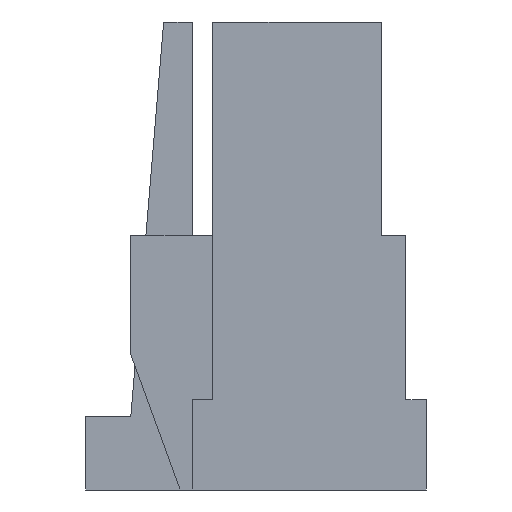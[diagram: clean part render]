
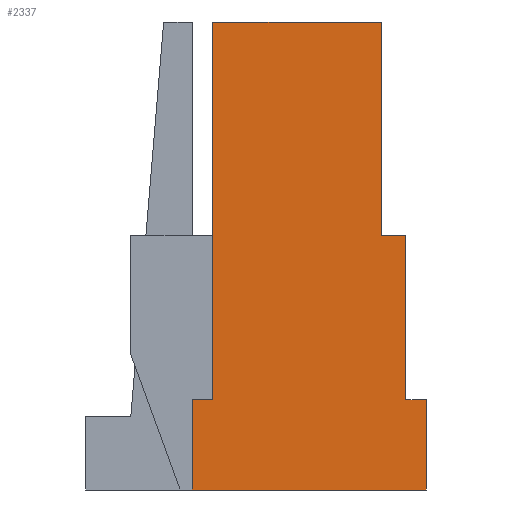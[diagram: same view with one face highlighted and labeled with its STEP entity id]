
A CAD part, left-side view. The second image highlights one B-rep face of the part: STEP entity #2337.
In plain terms, the highlighted planar face has unit normal (-1, 0, 0).
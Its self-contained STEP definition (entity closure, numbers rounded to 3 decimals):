
#166 = CARTESIAN_POINT ( 'NONE',  ( -5.625, 2.3, -5.7 ) ) ;
#167 = DIRECTION ( 'NONE',  ( 0., 1., 0. ) ) ;
#168 = VECTOR ( 'NONE', #167, 1000. ) ;
#169 = CARTESIAN_POINT ( 'NONE',  ( -5.625, -0.55, -5.7 ) ) ;
#170 = LINE ( 'NONE', #169, #168 ) ;
#175 = CARTESIAN_POINT ( 'NONE',  ( -5.625, 0., -2.6 ) ) ;
#176 = DIRECTION ( 'NONE',  ( 0., 0., -1. ) ) ;
#177 = VECTOR ( 'NONE', #176, 1000. ) ;
#178 = CARTESIAN_POINT ( 'NONE',  ( -5.625, 0., 0. ) ) ;
#179 = LINE ( 'NONE', #178, #177 ) ;
#287 = CARTESIAN_POINT ( 'NONE',  ( -5.625, 0., 0. ) ) ;
#330 = DIRECTION ( 'NONE',  ( 0., -1., 0. ) ) ;
#331 = VECTOR ( 'NONE', #330, 1000. ) ;
#332 = CARTESIAN_POINT ( 'NONE',  ( -5.625, 2.05, 0. ) ) ;
#333 = LINE ( 'NONE', #332, #331 ) ;
#334 = CARTESIAN_POINT ( 'NONE',  ( -5.625, 2.05, 0. ) ) ;
#335 = DIRECTION ( 'NONE',  ( 0., 0., 1. ) ) ;
#336 = VECTOR ( 'NONE', #335, 1000. ) ;
#337 = CARTESIAN_POINT ( 'NONE',  ( -5.625, 2.05, -4.6 ) ) ;
#338 = LINE ( 'NONE', #337, #336 ) ;
#339 = CARTESIAN_POINT ( 'NONE',  ( -5.625, 2.05, -4.6 ) ) ;
#653 = FACE_OUTER_BOUND ( 'NONE', #2338, .T. ) ;
#690 = DIRECTION ( 'NONE',  ( 0., 0., -1. ) ) ;
#691 = DIRECTION ( 'NONE',  ( -1., 0., 0. ) ) ;
#692 = CARTESIAN_POINT ( 'NONE',  ( -5.625, 0., 0. ) ) ;
#693 = AXIS2_PLACEMENT_3D ( 'NONE', #692, #691, #690 ) ;
#695 = PLANE ( 'NONE',  #693 ) ;
#829 = CARTESIAN_POINT ( 'NONE',  ( -5.625, -0.3, -2.6 ) ) ;
#830 = DIRECTION ( 'NONE',  ( 0., -1., 0. ) ) ;
#831 = VECTOR ( 'NONE', #830, 1000. ) ;
#832 = CARTESIAN_POINT ( 'NONE',  ( -5.625, 0., -2.6 ) ) ;
#833 = LINE ( 'NONE', #832, #831 ) ;
#858 = CARTESIAN_POINT ( 'NONE',  ( -5.625, -0.3, -4.6 ) ) ;
#859 = DIRECTION ( 'NONE',  ( 0., 0., -1. ) ) ;
#860 = VECTOR ( 'NONE', #859, 1000. ) ;
#861 = CARTESIAN_POINT ( 'NONE',  ( -5.625, -0.3, -2.6 ) ) ;
#862 = LINE ( 'NONE', #861, #860 ) ;
#876 = CARTESIAN_POINT ( 'NONE',  ( -5.625, -0.55, -4.6 ) ) ;
#877 = DIRECTION ( 'NONE',  ( 0., -1., 0. ) ) ;
#878 = VECTOR ( 'NONE', #877, 1000. ) ;
#879 = CARTESIAN_POINT ( 'NONE',  ( -5.625, -0.3, -4.6 ) ) ;
#880 = LINE ( 'NONE', #879, #878 ) ;
#957 = CARTESIAN_POINT ( 'NONE',  ( -5.625, -0.55, -5.7 ) ) ;
#958 = DIRECTION ( 'NONE',  ( 0., 0., -1. ) ) ;
#959 = VECTOR ( 'NONE', #958, 1000. ) ;
#960 = CARTESIAN_POINT ( 'NONE',  ( -5.625, -0.55, -4.6 ) ) ;
#961 = LINE ( 'NONE', #960, #959 ) ;
#1678 = DIRECTION ( 'NONE',  ( 0., 0., 1. ) ) ;
#1679 = VECTOR ( 'NONE', #1678, 1000. ) ;
#1680 = CARTESIAN_POINT ( 'NONE',  ( -5.625, 2.3, -5.7 ) ) ;
#1681 = LINE ( 'NONE', #1680, #1679 ) ;
#2030 = EDGE_CURVE ( 'NONE', #2140, #2031, #833, .T. ) ;
#2031 = VERTEX_POINT ( 'NONE', #829 ) ;
#2041 = EDGE_CURVE ( 'NONE', #2031, #2042, #862, .T. ) ;
#2042 = VERTEX_POINT ( 'NONE', #858 ) ;
#2052 = EDGE_CURVE ( 'NONE', #2042, #2053, #880, .T. ) ;
#2053 = VERTEX_POINT ( 'NONE', #876 ) ;
#2063 = EDGE_CURVE ( 'NONE', #2053, #2064, #961, .T. ) ;
#2064 = VERTEX_POINT ( 'NONE', #957 ) ;
#2139 = EDGE_CURVE ( 'NONE', #2213, #2140, #179, .T. ) ;
#2140 = VERTEX_POINT ( 'NONE', #175 ) ;
#2147 = EDGE_CURVE ( 'NONE', #2064, #2148, #170, .T. ) ;
#2148 = VERTEX_POINT ( 'NONE', #166 ) ;
#2213 = VERTEX_POINT ( 'NONE', #287 ) ;
#2226 = VERTEX_POINT ( 'NONE', #339 ) ;
#2228 = EDGE_CURVE ( 'NONE', #2226, #2229, #338, .T. ) ;
#2229 = VERTEX_POINT ( 'NONE', #334 ) ;
#2231 = EDGE_CURVE ( 'NONE', #2229, #2213, #333, .T. ) ;
#2334 = ORIENTED_EDGE ( 'NONE', *, *, #2228, .F. ) ;
#2335 = ORIENTED_EDGE ( 'NONE', *, *, #2475, .F. ) ;
#2336 = ORIENTED_EDGE ( 'NONE', *, *, #2350, .F. ) ;
#2337 = ADVANCED_FACE ( 'NONE', ( #653 ), #695, .T. ) ;
#2338 = EDGE_LOOP ( 'NONE', ( #2346, #2334, #2335, #2336, #2447, #2448, #2421, #2422, #2423, #2424 ) ) ;
#2346 = ORIENTED_EDGE ( 'NONE', *, *, #2231, .F. ) ;
#2350 = EDGE_CURVE ( 'NONE', #2148, #2473, #1681, .T. ) ;
#2421 = ORIENTED_EDGE ( 'NONE', *, *, #2052, .F. ) ;
#2422 = ORIENTED_EDGE ( 'NONE', *, *, #2041, .F. ) ;
#2423 = ORIENTED_EDGE ( 'NONE', *, *, #2030, .F. ) ;
#2424 = ORIENTED_EDGE ( 'NONE', *, *, #2139, .F. ) ;
#2447 = ORIENTED_EDGE ( 'NONE', *, *, #2147, .F. ) ;
#2448 = ORIENTED_EDGE ( 'NONE', *, *, #2063, .F. ) ;
#2473 = VERTEX_POINT ( 'NONE', #3349 ) ;
#2475 = EDGE_CURVE ( 'NONE', #2473, #2226, #3347, .T. ) ;
#3344 = DIRECTION ( 'NONE',  ( 0., -1., 0. ) ) ;
#3345 = VECTOR ( 'NONE', #3344, 1000. ) ;
#3346 = CARTESIAN_POINT ( 'NONE',  ( -5.625, 2.3, -4.6 ) ) ;
#3347 = LINE ( 'NONE', #3346, #3345 ) ;
#3349 = CARTESIAN_POINT ( 'NONE',  ( -5.625, 2.3, -4.6 ) ) ;
